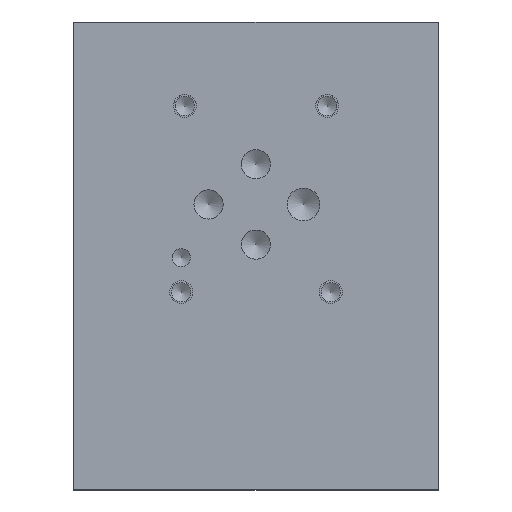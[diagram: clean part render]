
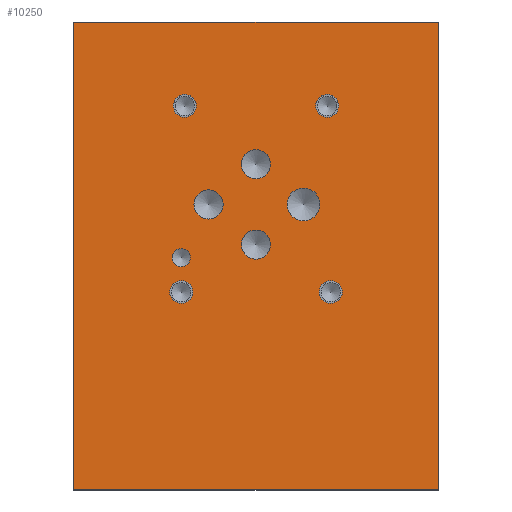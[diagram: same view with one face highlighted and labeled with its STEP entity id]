
A CAD part, top view. The second image highlights one B-rep face of the part: STEP entity #10250.
In plain terms, the highlighted planar face has unit normal (0, 0, 1).
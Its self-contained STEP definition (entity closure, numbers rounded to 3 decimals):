
#251=CIRCLE('',#10784,3.569);
#252=CIRCLE('',#10785,3.569);
#255=CIRCLE('',#10790,3.175);
#256=CIRCLE('',#10791,3.175);
#259=CIRCLE('',#10796,3.175);
#260=CIRCLE('',#10797,3.175);
#263=CIRCLE('',#10802,3.175);
#264=CIRCLE('',#10803,3.175);
#267=CIRCLE('',#10808,1.981);
#268=CIRCLE('',#10809,1.981);
#274=CIRCLE('',#10818,2.502);
#275=CIRCLE('',#10819,2.502);
#281=CIRCLE('',#10829,2.502);
#282=CIRCLE('',#10830,2.502);
#288=CIRCLE('',#10840,2.502);
#289=CIRCLE('',#10841,2.502);
#295=CIRCLE('',#10851,2.502);
#296=CIRCLE('',#10852,2.502);
#364=FACE_BOUND('',#1862,.T.);
#365=FACE_BOUND('',#1863,.T.);
#366=FACE_BOUND('',#1864,.T.);
#367=FACE_BOUND('',#1865,.T.);
#368=FACE_BOUND('',#1866,.T.);
#369=FACE_BOUND('',#1867,.T.);
#370=FACE_BOUND('',#1868,.T.);
#371=FACE_BOUND('',#1869,.T.);
#372=FACE_BOUND('',#1870,.T.);
#1270=FACE_OUTER_BOUND('',#1861,.T.);
#1861=EDGE_LOOP('',(#8992,#8993,#8994,#8995));
#1862=EDGE_LOOP('',(#8996,#8997));
#1863=EDGE_LOOP('',(#8998,#8999));
#1864=EDGE_LOOP('',(#9000,#9001));
#1865=EDGE_LOOP('',(#9002,#9003));
#1866=EDGE_LOOP('',(#9004,#9005));
#1867=EDGE_LOOP('',(#9006,#9007));
#1868=EDGE_LOOP('',(#9008,#9009));
#1869=EDGE_LOOP('',(#9010,#9011));
#1870=EDGE_LOOP('',(#9012,#9013));
#2177=LINE('',#15122,#3146);
#2602=LINE('',#16297,#3571);
#2660=LINE('',#16568,#3629);
#2840=LINE('',#17544,#3809);
#3146=VECTOR('',#11333,10.);
#3571=VECTOR('',#12062,10.);
#3629=VECTOR('',#12174,10.);
#3809=VECTOR('',#13010,10.);
#4130=VERTEX_POINT('',#15119);
#4131=VERTEX_POINT('',#15121);
#4449=VERTEX_POINT('',#16295);
#4507=VERTEX_POINT('',#16567);
#4722=VERTEX_POINT('',#17396);
#4723=VERTEX_POINT('',#17397);
#4727=VERTEX_POINT('',#17409);
#4728=VERTEX_POINT('',#17410);
#4732=VERTEX_POINT('',#17422);
#4733=VERTEX_POINT('',#17423);
#4737=VERTEX_POINT('',#17435);
#4738=VERTEX_POINT('',#17436);
#4742=VERTEX_POINT('',#17448);
#4743=VERTEX_POINT('',#17449);
#4750=VERTEX_POINT('',#17468);
#4751=VERTEX_POINT('',#17469);
#4758=VERTEX_POINT('',#17490);
#4759=VERTEX_POINT('',#17491);
#4766=VERTEX_POINT('',#17512);
#4767=VERTEX_POINT('',#17513);
#4774=VERTEX_POINT('',#17534);
#4775=VERTEX_POINT('',#17535);
#5255=EDGE_CURVE('',#4131,#4130,#2177,.T.);
#5722=EDGE_CURVE('',#4130,#4449,#2602,.T.);
#5804=EDGE_CURVE('',#4507,#4131,#2660,.T.);
#6121=EDGE_CURVE('',#4722,#4723,#251,.T.);
#6122=EDGE_CURVE('',#4723,#4722,#252,.T.);
#6127=EDGE_CURVE('',#4727,#4728,#255,.T.);
#6128=EDGE_CURVE('',#4728,#4727,#256,.T.);
#6133=EDGE_CURVE('',#4732,#4733,#259,.T.);
#6134=EDGE_CURVE('',#4733,#4732,#260,.T.);
#6139=EDGE_CURVE('',#4737,#4738,#263,.T.);
#6140=EDGE_CURVE('',#4738,#4737,#264,.T.);
#6145=EDGE_CURVE('',#4742,#4743,#267,.T.);
#6146=EDGE_CURVE('',#4743,#4742,#268,.T.);
#6154=EDGE_CURVE('',#4750,#4751,#274,.T.);
#6155=EDGE_CURVE('',#4751,#4750,#275,.T.);
#6164=EDGE_CURVE('',#4758,#4759,#281,.T.);
#6165=EDGE_CURVE('',#4759,#4758,#282,.T.);
#6174=EDGE_CURVE('',#4766,#4767,#288,.T.);
#6175=EDGE_CURVE('',#4767,#4766,#289,.T.);
#6184=EDGE_CURVE('',#4774,#4775,#295,.T.);
#6185=EDGE_CURVE('',#4775,#4774,#296,.T.);
#6189=EDGE_CURVE('',#4449,#4507,#2840,.T.);
#8992=ORIENTED_EDGE('',*,*,#5255,.T.);
#8993=ORIENTED_EDGE('',*,*,#5722,.T.);
#8994=ORIENTED_EDGE('',*,*,#6189,.T.);
#8995=ORIENTED_EDGE('',*,*,#5804,.T.);
#8996=ORIENTED_EDGE('',*,*,#6121,.T.);
#8997=ORIENTED_EDGE('',*,*,#6122,.T.);
#8998=ORIENTED_EDGE('',*,*,#6127,.T.);
#8999=ORIENTED_EDGE('',*,*,#6128,.T.);
#9000=ORIENTED_EDGE('',*,*,#6133,.T.);
#9001=ORIENTED_EDGE('',*,*,#6134,.T.);
#9002=ORIENTED_EDGE('',*,*,#6139,.T.);
#9003=ORIENTED_EDGE('',*,*,#6140,.T.);
#9004=ORIENTED_EDGE('',*,*,#6145,.T.);
#9005=ORIENTED_EDGE('',*,*,#6146,.T.);
#9006=ORIENTED_EDGE('',*,*,#6154,.T.);
#9007=ORIENTED_EDGE('',*,*,#6155,.T.);
#9008=ORIENTED_EDGE('',*,*,#6164,.T.);
#9009=ORIENTED_EDGE('',*,*,#6165,.T.);
#9010=ORIENTED_EDGE('',*,*,#6174,.T.);
#9011=ORIENTED_EDGE('',*,*,#6175,.T.);
#9012=ORIENTED_EDGE('',*,*,#6184,.T.);
#9013=ORIENTED_EDGE('',*,*,#6185,.T.);
#9327=PLANE('',#10858);
#10250=ADVANCED_FACE('',(#1270,#364,#365,#366,#367,#368,#369,#370,#371,
#372),#9327,.T.);
#10784=AXIS2_PLACEMENT_3D('',#17398,#12844,#12845);
#10785=AXIS2_PLACEMENT_3D('',#17399,#12846,#12847);
#10790=AXIS2_PLACEMENT_3D('',#17411,#12858,#12859);
#10791=AXIS2_PLACEMENT_3D('',#17412,#12860,#12861);
#10796=AXIS2_PLACEMENT_3D('',#17424,#12872,#12873);
#10797=AXIS2_PLACEMENT_3D('',#17425,#12874,#12875);
#10802=AXIS2_PLACEMENT_3D('',#17437,#12886,#12887);
#10803=AXIS2_PLACEMENT_3D('',#17438,#12888,#12889);
#10808=AXIS2_PLACEMENT_3D('',#17450,#12900,#12901);
#10809=AXIS2_PLACEMENT_3D('',#17451,#12902,#12903);
#10818=AXIS2_PLACEMENT_3D('',#17470,#12922,#12923);
#10819=AXIS2_PLACEMENT_3D('',#17471,#12924,#12925);
#10829=AXIS2_PLACEMENT_3D('',#17492,#12947,#12948);
#10830=AXIS2_PLACEMENT_3D('',#17493,#12949,#12950);
#10840=AXIS2_PLACEMENT_3D('',#17514,#12972,#12973);
#10841=AXIS2_PLACEMENT_3D('',#17515,#12974,#12975);
#10851=AXIS2_PLACEMENT_3D('',#17536,#12997,#12998);
#10852=AXIS2_PLACEMENT_3D('',#17537,#12999,#13000);
#10858=AXIS2_PLACEMENT_3D('',#17547,#13015,#13016);
#11333=DIRECTION('',(1.,0.,0.));
#12062=DIRECTION('',(0.,1.,0.));
#12174=DIRECTION('',(0.,-1.,0.));
#12844=DIRECTION('center_axis',(0.,0.,-1.));
#12845=DIRECTION('ref_axis',(1.,0.,0.));
#12846=DIRECTION('center_axis',(0.,0.,-1.));
#12847=DIRECTION('ref_axis',(1.,0.,0.));
#12858=DIRECTION('center_axis',(0.,0.,-1.));
#12859=DIRECTION('ref_axis',(1.,0.,0.));
#12860=DIRECTION('center_axis',(0.,0.,-1.));
#12861=DIRECTION('ref_axis',(1.,0.,0.));
#12872=DIRECTION('center_axis',(0.,0.,-1.));
#12873=DIRECTION('ref_axis',(1.,0.,0.));
#12874=DIRECTION('center_axis',(0.,0.,-1.));
#12875=DIRECTION('ref_axis',(1.,0.,0.));
#12886=DIRECTION('center_axis',(0.,0.,-1.));
#12887=DIRECTION('ref_axis',(1.,0.,0.));
#12888=DIRECTION('center_axis',(0.,0.,-1.));
#12889=DIRECTION('ref_axis',(1.,0.,0.));
#12900=DIRECTION('center_axis',(0.,0.,-1.));
#12901=DIRECTION('ref_axis',(1.,0.,0.));
#12902=DIRECTION('center_axis',(0.,0.,-1.));
#12903=DIRECTION('ref_axis',(1.,0.,0.));
#12922=DIRECTION('center_axis',(0.,0.,-1.));
#12923=DIRECTION('ref_axis',(1.,0.,0.));
#12924=DIRECTION('center_axis',(0.,0.,-1.));
#12925=DIRECTION('ref_axis',(1.,0.,0.));
#12947=DIRECTION('center_axis',(0.,0.,-1.));
#12948=DIRECTION('ref_axis',(1.,0.,0.));
#12949=DIRECTION('center_axis',(0.,0.,-1.));
#12950=DIRECTION('ref_axis',(1.,0.,0.));
#12972=DIRECTION('center_axis',(0.,0.,-1.));
#12973=DIRECTION('ref_axis',(1.,0.,0.));
#12974=DIRECTION('center_axis',(0.,0.,-1.));
#12975=DIRECTION('ref_axis',(1.,0.,0.));
#12997=DIRECTION('center_axis',(0.,0.,-1.));
#12998=DIRECTION('ref_axis',(1.,0.,0.));
#12999=DIRECTION('center_axis',(0.,0.,-1.));
#13000=DIRECTION('ref_axis',(1.,0.,0.));
#13010=DIRECTION('',(-1.,0.,0.));
#13015=DIRECTION('center_axis',(0.,0.,1.));
#13016=DIRECTION('ref_axis',(1.,0.,0.));
#15119=CARTESIAN_POINT('',(79.375,0.,101.6));
#15121=CARTESIAN_POINT('',(0.,0.,101.6));
#15122=CARTESIAN_POINT('',(0.,0.,101.6));
#16295=CARTESIAN_POINT('',(79.375,101.6,101.6));
#16297=CARTESIAN_POINT('',(79.375,0.,101.6));
#16567=CARTESIAN_POINT('',(0.,101.6,101.6));
#16568=CARTESIAN_POINT('',(0.,101.6,101.6));
#17396=CARTESIAN_POINT('',(53.581,61.925,101.6));
#17397=CARTESIAN_POINT('',(46.444,61.925,101.6));
#17398=CARTESIAN_POINT('Origin',(50.013,61.925,101.6));
#17399=CARTESIAN_POINT('Origin',(50.013,61.925,101.6));
#17409=CARTESIAN_POINT('',(42.85,70.663,101.6));
#17410=CARTESIAN_POINT('',(36.5,70.663,101.6));
#17411=CARTESIAN_POINT('Origin',(39.675,70.663,101.6));
#17412=CARTESIAN_POINT('Origin',(39.675,70.663,101.6));
#17422=CARTESIAN_POINT('',(32.537,61.925,101.6));
#17423=CARTESIAN_POINT('',(26.187,61.925,101.6));
#17424=CARTESIAN_POINT('Origin',(29.362,61.925,101.6));
#17425=CARTESIAN_POINT('Origin',(29.362,61.925,101.6));
#17435=CARTESIAN_POINT('',(42.85,53.188,101.6));
#17436=CARTESIAN_POINT('',(36.5,53.188,101.6));
#17437=CARTESIAN_POINT('Origin',(39.675,53.188,101.6));
#17438=CARTESIAN_POINT('Origin',(39.675,53.188,101.6));
#17448=CARTESIAN_POINT('',(25.4,50.368,101.6));
#17449=CARTESIAN_POINT('',(21.438,50.368,101.6));
#17450=CARTESIAN_POINT('Origin',(23.419,50.368,101.6));
#17451=CARTESIAN_POINT('Origin',(23.419,50.368,101.6));
#17468=CARTESIAN_POINT('',(58.458,42.875,101.6));
#17469=CARTESIAN_POINT('',(53.454,42.875,101.6));
#17470=CARTESIAN_POINT('Origin',(55.956,42.875,101.6));
#17471=CARTESIAN_POINT('Origin',(55.956,42.875,101.6));
#17490=CARTESIAN_POINT('',(26.708,83.363,101.6));
#17491=CARTESIAN_POINT('',(21.704,83.363,101.6));
#17492=CARTESIAN_POINT('Origin',(24.206,83.363,101.6));
#17493=CARTESIAN_POINT('Origin',(24.206,83.363,101.6));
#17512=CARTESIAN_POINT('',(57.671,83.363,101.6));
#17513=CARTESIAN_POINT('',(52.667,83.363,101.6));
#17514=CARTESIAN_POINT('Origin',(55.169,83.363,101.6));
#17515=CARTESIAN_POINT('Origin',(55.169,83.363,101.6));
#17534=CARTESIAN_POINT('',(25.921,42.875,101.6));
#17535=CARTESIAN_POINT('',(20.917,42.875,101.6));
#17536=CARTESIAN_POINT('Origin',(23.419,42.875,101.6));
#17537=CARTESIAN_POINT('Origin',(23.419,42.875,101.6));
#17544=CARTESIAN_POINT('',(79.375,101.6,101.6));
#17547=CARTESIAN_POINT('Origin',(39.688,50.8,101.6));
